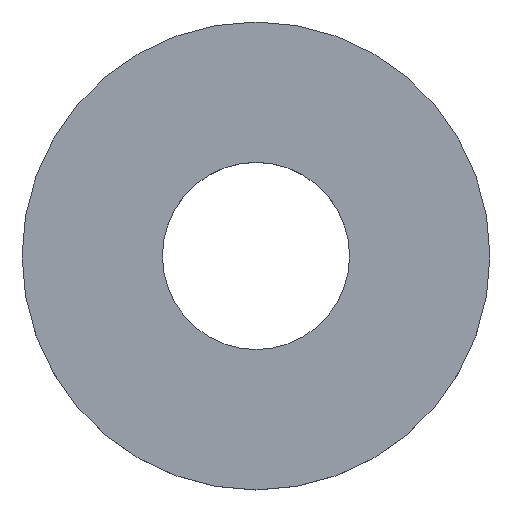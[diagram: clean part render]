
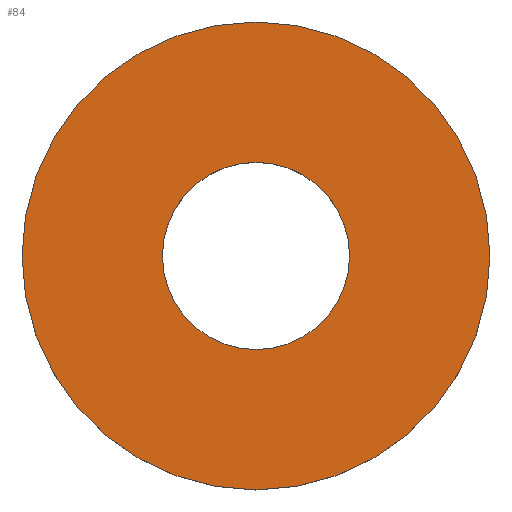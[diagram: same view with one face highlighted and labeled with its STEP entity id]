
A CAD part, top view. The second image highlights one B-rep face of the part: STEP entity #84.
In plain terms, the highlighted planar face has unit normal (0, 0, 1).
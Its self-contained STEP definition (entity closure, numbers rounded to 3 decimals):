
#36 = FACE_OUTER_BOUND ( 'NONE', #231, .T. ) ;
#37 = CARTESIAN_POINT ( 'NONE',  ( 3.958, 4.946, 5.529 ) ) ;
#39 = CARTESIAN_POINT ( 'NONE',  ( 3.958, 4.946, 5.529 ) ) ;
#40 = DIRECTION ( 'NONE',  ( 0., 0., 1. ) ) ;
#41 = DIRECTION ( 'NONE',  ( 1., 0., 0. ) ) ;
#56 = CARTESIAN_POINT ( 'NONE',  ( 2.358, 4.946, 5.529 ) ) ;
#59 = CARTESIAN_POINT ( 'NONE',  ( 5.558, 4.946, 5.529 ) ) ;
#61 = CARTESIAN_POINT ( 'NONE',  ( 7.958, 4.946, 5.529 ) ) ;
#68 = CARTESIAN_POINT ( 'NONE',  ( 3.958, 4.946, 5.529 ) ) ;
#70 = DIRECTION ( 'NONE',  ( 1., 0., 0. ) ) ;
#72 = DIRECTION ( 'NONE',  ( 0., 0., 1. ) ) ;
#73 = PLANE ( 'NONE',  #130 ) ;
#76 = DIRECTION ( 'NONE',  ( 1., 0., 0. ) ) ;
#84 = ADVANCED_FACE ( 'NONE', ( #36, #275 ), #73, .T. ) ;
#106 = DIRECTION ( 'NONE',  ( 1., 0., 0. ) ) ;
#112 = DIRECTION ( 'NONE',  ( 0., 0., 1. ) ) ;
#119 = DIRECTION ( 'NONE',  ( 0., 0., 1. ) ) ;
#120 = CARTESIAN_POINT ( 'NONE',  ( 3.958, 4.946, 5.529 ) ) ;
#123 = CARTESIAN_POINT ( 'NONE',  ( -0.042, 4.946, 5.529 ) ) ;
#130 = AXIS2_PLACEMENT_3D ( 'NONE', #39, #40, #41 ) ;
#168 = AXIS2_PLACEMENT_3D ( 'NONE', #68, #112, #70 ) ;
#175 = CIRCLE ( 'NONE', #295, 1.6 ) ;
#181 = CIRCLE ( 'NONE', #274, 1.6 ) ;
#185 = CIRCLE ( 'NONE', #168, 4. ) ;
#193 = CIRCLE ( 'NONE', #298, 4. ) ;
#196 = DIRECTION ( 'NONE',  ( 0., 0., 1. ) ) ;
#205 = VERTEX_POINT ( 'NONE', #61 ) ;
#206 = VERTEX_POINT ( 'NONE', #59 ) ;
#209 = CARTESIAN_POINT ( 'NONE',  ( 3.958, 4.946, 5.529 ) ) ;
#211 = VERTEX_POINT ( 'NONE', #56 ) ;
#216 = ORIENTED_EDGE ( 'NONE', *, *, #296, .T. ) ;
#217 = ORIENTED_EDGE ( 'NONE', *, *, #280, .T. ) ;
#221 = ORIENTED_EDGE ( 'NONE', *, *, #314, .F. ) ;
#224 = ORIENTED_EDGE ( 'NONE', *, *, #284, .F. ) ;
#225 = VERTEX_POINT ( 'NONE', #123 ) ;
#231 = EDGE_LOOP ( 'NONE', ( #216, #217 ) ) ;
#233 = EDGE_LOOP ( 'NONE', ( #224, #221 ) ) ;
#274 = AXIS2_PLACEMENT_3D ( 'NONE', #37, #72, #315 ) ;
#275 = FACE_BOUND ( 'NONE', #233, .T. ) ;
#280 = EDGE_CURVE ( 'NONE', #205, #225, #185, .T. ) ;
#284 = EDGE_CURVE ( 'NONE', #211, #206, #181, .T. ) ;
#295 = AXIS2_PLACEMENT_3D ( 'NONE', #120, #119, #106 ) ;
#296 = EDGE_CURVE ( 'NONE', #225, #205, #193, .T. ) ;
#298 = AXIS2_PLACEMENT_3D ( 'NONE', #209, #196, #76 ) ;
#314 = EDGE_CURVE ( 'NONE', #206, #211, #175, .T. ) ;
#315 = DIRECTION ( 'NONE',  ( 1., 0., 0. ) ) ;
